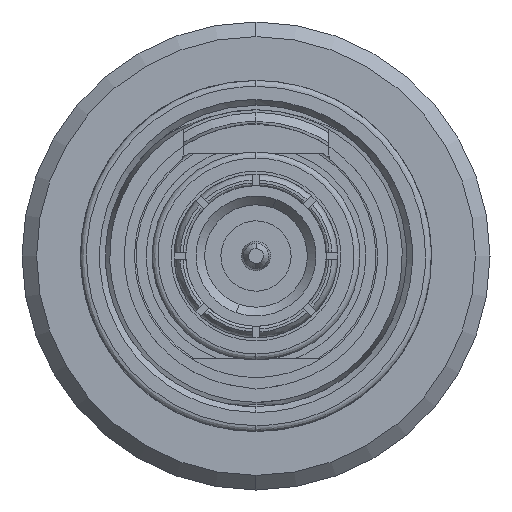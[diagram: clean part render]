
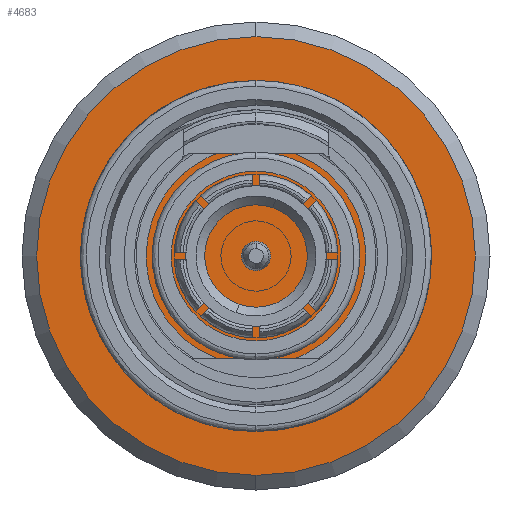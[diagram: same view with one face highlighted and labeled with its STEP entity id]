
A CAD part, left-side view. The second image highlights one B-rep face of the part: STEP entity #4683.
In plain terms, the highlighted planar face has unit normal (-1, 0, 0).
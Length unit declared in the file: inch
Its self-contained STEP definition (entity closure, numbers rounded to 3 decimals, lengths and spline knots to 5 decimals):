
#1 = DIRECTION ( 'NONE',  ( 0., 0., 1. ) ) ;
#521 = EDGE_LOOP ( 'NONE', ( #3100, #3497 ) ) ;
#1646 = CARTESIAN_POINT ( 'NONE',  ( 83.65199, 49.95645, 0. ) ) ;
#2208 = DIRECTION ( 'NONE',  ( 0., 0., 1. ) ) ;
#2272 = FACE_OUTER_BOUND ( 'NONE', #521, .T. ) ;
#2408 = EDGE_CURVE ( 'NONE', #5492, #6823, #5428, .T. ) ;
#2472 = CARTESIAN_POINT ( 'NONE',  ( 83.65199, 49.95645, 0. ) ) ;
#2920 = AXIS2_PLACEMENT_3D ( 'NONE', #2472, #5532, #1 ) ;
#3100 = ORIENTED_EDGE ( 'NONE', *, *, #2408, .T. ) ;
#3497 = ORIENTED_EDGE ( 'NONE', *, *, #4732, .T. ) ;
#3516 = PLANE ( 'NONE',  #7570 ) ;
#3898 = AXIS2_PLACEMENT_3D ( 'NONE', #1646, #7132, #2208 ) ;
#4093 = CIRCLE ( 'NONE', #2920, 0.29528 ) ;
#4168 = DIRECTION ( 'NONE',  ( 0., 1., 0. ) ) ;
#4683 = ADVANCED_FACE ( 'NONE', ( #2272 ), #3516, .F. ) ;
#4691 = CARTESIAN_POINT ( 'NONE',  ( 83.65199, 49.95645, 0.29528 ) ) ;
#4732 = EDGE_CURVE ( 'NONE', #6823, #5492, #4093, .T. ) ;
#5428 = CIRCLE ( 'NONE', #3898, 0.29528 ) ;
#5492 = VERTEX_POINT ( 'NONE', #6586 ) ;
#5532 = DIRECTION ( 'NONE',  ( -1., 0., 0. ) ) ;
#6548 = DIRECTION ( 'NONE',  ( 1., 0., 0. ) ) ;
#6586 = CARTESIAN_POINT ( 'NONE',  ( 83.65199, 49.95645, -0.29528 ) ) ;
#6663 = CARTESIAN_POINT ( 'NONE',  ( 83.65199, 49.95645, 0. ) ) ;
#6823 = VERTEX_POINT ( 'NONE', #4691 ) ;
#7132 = DIRECTION ( 'NONE',  ( -1., 0., 0. ) ) ;
#7570 = AXIS2_PLACEMENT_3D ( 'NONE', #6663, #6548, #4168 ) ;
